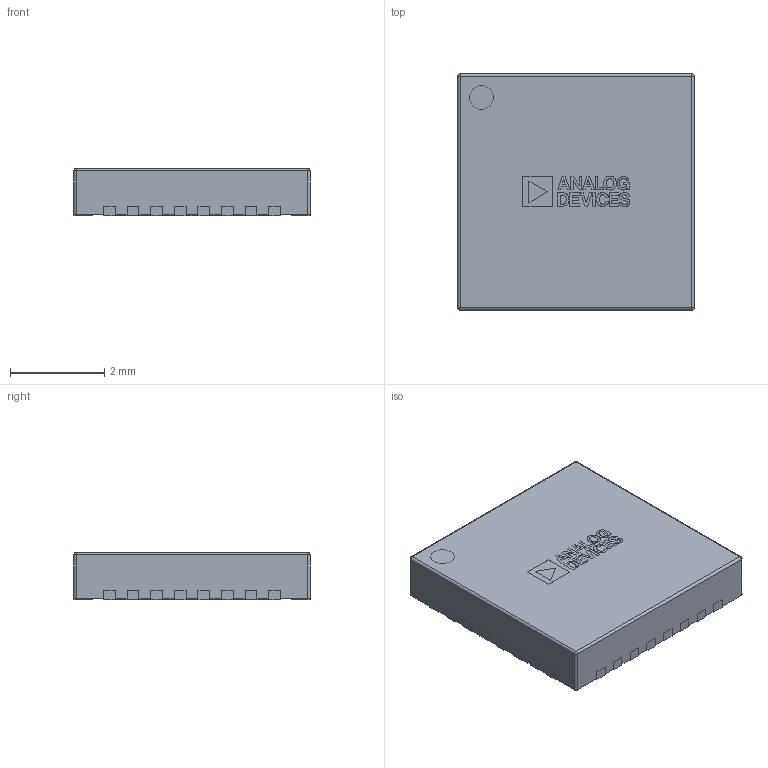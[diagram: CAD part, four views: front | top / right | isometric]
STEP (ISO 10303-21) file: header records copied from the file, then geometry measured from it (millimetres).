
FILE_DESCRIPTION(/* description */ (''),/* implementation_level */ '2;1');
FILE_NAME(/* name */ 'HCP-32-1.stp',/* time_stamp */ '2021-08-11T09:10:56+03:00',/* author */ ('thall'),/* organization */ (''),/* preprocessor_version */ 'ST-DEVELOPER v18.1',/* originating_system */ 'Autodesk Inventor 2021',/* authorisation */ '');
FILE_SCHEMA (('AUTOMOTIVE_DESIGN { 1 0 10303 214 3 1 1 }'));
Length unit declared in the file: millimetre
Products named in the file (5): HCP-32-1; Package; Pins; Mark; Logo
Assembly tree (4 placements, depth 2):
  HCP-32-1
    Package
    Pins
    Mark
    Logo
Bounding box: 5 x 5 x 1 mm (x, y, z)
Volume: 24.8 mm3; surface area: 121.8 mm2
Topology: 49 solids, 49 shells, 541 faces, 1316 edges, 874 vertices
Faces by surface type: plane 487, bspline 35, cylinder 15, sphere 4
Full cylindrical faces by diameter (mm): 0.5 x1
Entity records: 16188 total; most frequent: CARTESIAN_POINT 3459, ORIENTED_EDGE 2632, DIRECTION 2308, EDGE_CURVE 1316, LINE 1214, VECTOR 1214, VERTEX_POINT 874, EDGE_LOOP 552
